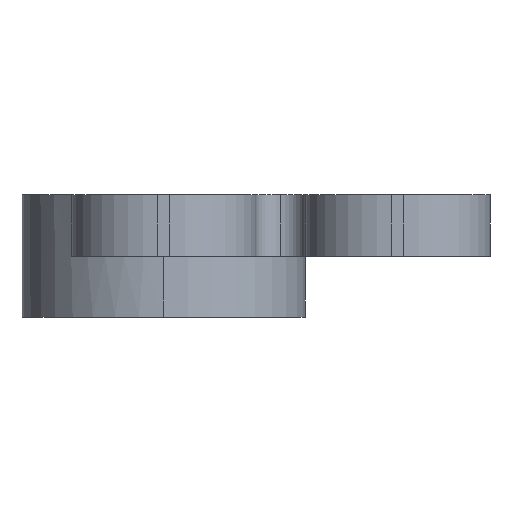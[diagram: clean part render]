
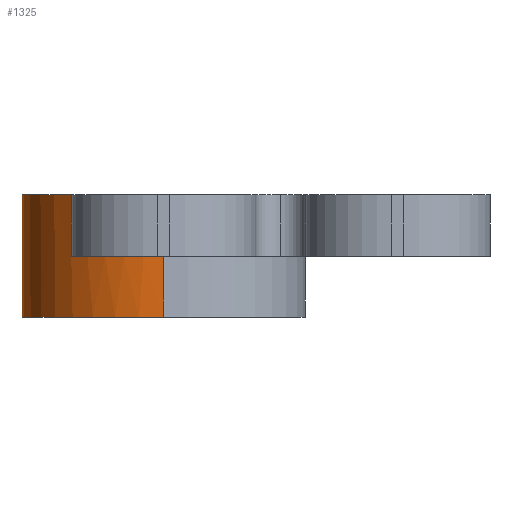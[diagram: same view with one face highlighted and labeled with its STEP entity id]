
A CAD part, left-side view. The second image highlights one B-rep face of the part: STEP entity #1325.
In plain terms, the highlighted cylindrical face has radius 11.5 mm (diameter 23 mm), a partial arc.
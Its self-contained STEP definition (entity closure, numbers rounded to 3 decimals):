
#83 = AXIS2_PLACEMENT_3D ( 'NONE', #333, #1089, #184 ) ;
#108 = DIRECTION ( 'NONE',  ( 0., 0., 1. ) ) ;
#121 = CARTESIAN_POINT ( 'NONE',  ( 0., 0., 0. ) ) ;
#153 = AXIS2_PLACEMENT_3D ( 'NONE', #121, #108, #728 ) ;
#172 = CIRCLE ( 'NONE', #153, 11.5 ) ;
#183 = EDGE_CURVE ( 'NONE', #1579, #1163, #585, .T. ) ;
#184 = DIRECTION ( 'NONE',  ( -1., 0., 0. ) ) ;
#185 = ORIENTED_EDGE ( 'NONE', *, *, #1677, .F. ) ;
#195 = CARTESIAN_POINT ( 'NONE',  ( -8.718, 7.5, -5. ) ) ;
#213 = VECTOR ( 'NONE', #904, 1000. ) ;
#215 = LINE ( 'NONE', #1272, #1360 ) ;
#242 = CYLINDRICAL_SURFACE ( 'NONE', #503, 11.5 ) ;
#253 = EDGE_LOOP ( 'NONE', ( #1368, #440, #1715, #350, #324, #1764, #323, #185 ) ) ;
#320 = CARTESIAN_POINT ( 'NONE',  ( 0., 0., -9.95 ) ) ;
#323 = ORIENTED_EDGE ( 'NONE', *, *, #1315, .T. ) ;
#324 = ORIENTED_EDGE ( 'NONE', *, *, #982, .F. ) ;
#333 = CARTESIAN_POINT ( 'NONE',  ( 0., 0., -5. ) ) ;
#350 = ORIENTED_EDGE ( 'NONE', *, *, #429, .T. ) ;
#424 = AXIS2_PLACEMENT_3D ( 'NONE', #320, #1348, #1654 ) ;
#429 = EDGE_CURVE ( 'NONE', #1318, #1117, #515, .T. ) ;
#440 = ORIENTED_EDGE ( 'NONE', *, *, #183, .T. ) ;
#503 = AXIS2_PLACEMENT_3D ( 'NONE', #1536, #943, #838 ) ;
#515 = LINE ( 'NONE', #696, #1755 ) ;
#576 = VERTEX_POINT ( 'NONE', #1037 ) ;
#585 = LINE ( 'NONE', #721, #1075 ) ;
#594 = CARTESIAN_POINT ( 'NONE',  ( 11.5, 0., -9.95 ) ) ;
#627 = FACE_OUTER_BOUND ( 'NONE', #253, .T. ) ;
#640 = CARTESIAN_POINT ( 'NONE',  ( 8.718, 7.5, 0. ) ) ;
#696 = CARTESIAN_POINT ( 'NONE',  ( -8.718, 7.5, -6. ) ) ;
#721 = CARTESIAN_POINT ( 'NONE',  ( -11.5, 0., -9.95 ) ) ;
#728 = DIRECTION ( 'NONE',  ( 1., 0., 0. ) ) ;
#761 = CIRCLE ( 'NONE', #424, 11.5 ) ;
#838 = DIRECTION ( 'NONE',  ( 1., 0., 0. ) ) ;
#904 = DIRECTION ( 'NONE',  ( 0., 0., 1. ) ) ;
#910 = DIRECTION ( 'NONE',  ( 0., 0., -1. ) ) ;
#943 = DIRECTION ( 'NONE',  ( 0., 0., 1. ) ) ;
#953 = CARTESIAN_POINT ( 'NONE',  ( 8.718, 7.5, -5. ) ) ;
#982 = EDGE_CURVE ( 'NONE', #1735, #1117, #172, .T. ) ;
#1007 = VERTEX_POINT ( 'NONE', #1168 ) ;
#1016 = CARTESIAN_POINT ( 'NONE',  ( -11.5, 0., -9.95 ) ) ;
#1037 = CARTESIAN_POINT ( 'NONE',  ( 11.5, 0., -9.95 ) ) ;
#1075 = VECTOR ( 'NONE', #1901, 1000. ) ;
#1089 = DIRECTION ( 'NONE',  ( 0., 0., -1. ) ) ;
#1117 = VERTEX_POINT ( 'NONE', #1366 ) ;
#1163 = VERTEX_POINT ( 'NONE', #1789 ) ;
#1166 = CARTESIAN_POINT ( 'NONE',  ( 0., 0., -5. ) ) ;
#1168 = CARTESIAN_POINT ( 'NONE',  ( 11.5, 0., -5. ) ) ;
#1272 = CARTESIAN_POINT ( 'NONE',  ( 8.718, 7.5, -6. ) ) ;
#1291 = CIRCLE ( 'NONE', #1409, 11.5 ) ;
#1315 = EDGE_CURVE ( 'NONE', #1897, #1007, #1541, .T. ) ;
#1318 = VERTEX_POINT ( 'NONE', #195 ) ;
#1325 = ADVANCED_FACE ( 'NONE', ( #627 ), #242, .T. ) ;
#1348 = DIRECTION ( 'NONE',  ( 0., 0., -1. ) ) ;
#1360 = VECTOR ( 'NONE', #1841, 1000. ) ;
#1366 = CARTESIAN_POINT ( 'NONE',  ( -8.718, 7.5, 0. ) ) ;
#1368 = ORIENTED_EDGE ( 'NONE', *, *, #1688, .F. ) ;
#1409 = AXIS2_PLACEMENT_3D ( 'NONE', #1166, #910, #1777 ) ;
#1458 = EDGE_CURVE ( 'NONE', #1897, #1735, #215, .T. ) ;
#1536 = CARTESIAN_POINT ( 'NONE',  ( 0., 0., -9.95 ) ) ;
#1541 = CIRCLE ( 'NONE', #83, 11.5 ) ;
#1579 = VERTEX_POINT ( 'NONE', #1016 ) ;
#1586 = EDGE_CURVE ( 'NONE', #1163, #1318, #1291, .T. ) ;
#1591 = LINE ( 'NONE', #594, #213 ) ;
#1654 = DIRECTION ( 'NONE',  ( -1., 0., 0. ) ) ;
#1677 = EDGE_CURVE ( 'NONE', #576, #1007, #1591, .T. ) ;
#1688 = EDGE_CURVE ( 'NONE', #1579, #576, #761, .T. ) ;
#1715 = ORIENTED_EDGE ( 'NONE', *, *, #1586, .T. ) ;
#1725 = DIRECTION ( 'NONE',  ( 0., 0., 1. ) ) ;
#1735 = VERTEX_POINT ( 'NONE', #640 ) ;
#1755 = VECTOR ( 'NONE', #1725, 1000. ) ;
#1764 = ORIENTED_EDGE ( 'NONE', *, *, #1458, .F. ) ;
#1777 = DIRECTION ( 'NONE',  ( -1., 0., 0. ) ) ;
#1789 = CARTESIAN_POINT ( 'NONE',  ( -11.5, 0., -5. ) ) ;
#1841 = DIRECTION ( 'NONE',  ( 0., 0., 1. ) ) ;
#1897 = VERTEX_POINT ( 'NONE', #953 ) ;
#1901 = DIRECTION ( 'NONE',  ( 0., 0., 1. ) ) ;
